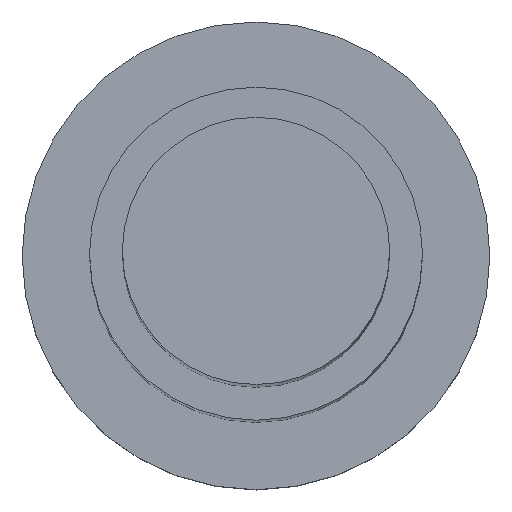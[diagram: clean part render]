
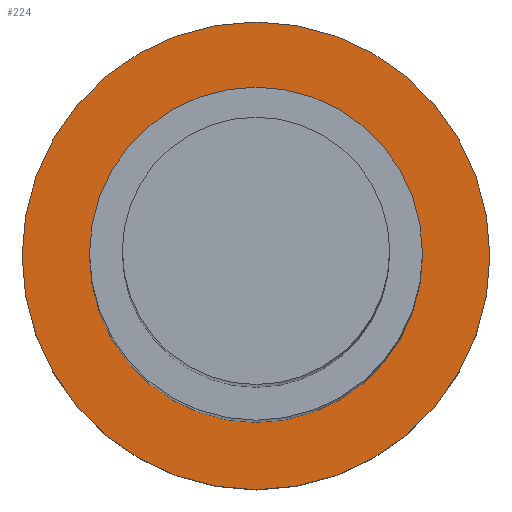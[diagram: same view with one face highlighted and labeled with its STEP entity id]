
A CAD part, top view. The second image highlights one B-rep face of the part: STEP entity #224.
In plain terms, the highlighted planar face has unit normal (0, 0, 1).
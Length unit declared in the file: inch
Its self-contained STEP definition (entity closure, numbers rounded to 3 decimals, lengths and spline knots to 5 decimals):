
#5 = CIRCLE ( 'NONE', #26, 0.4375 ) ;
#20 = EDGE_CURVE ( 'NONE', #102, #274, #56, .T. ) ;
#24 = CIRCLE ( 'NONE', #150, 0.3115 ) ;
#26 = AXIS2_PLACEMENT_3D ( 'NONE', #236, #94, #80 ) ;
#28 = ORIENTED_EDGE ( 'NONE', *, *, #20, .T. ) ;
#32 = EDGE_CURVE ( 'NONE', #113, #292, #5, .T. ) ;
#47 = AXIS2_PLACEMENT_3D ( 'NONE', #261, #185, #74 ) ;
#49 = DIRECTION ( 'NONE',  ( -1., 0., 0. ) ) ;
#56 = CIRCLE ( 'NONE', #47, 0.3115 ) ;
#65 = DIRECTION ( 'NONE',  ( 0., 0., -1. ) ) ;
#66 = ORIENTED_EDGE ( 'NONE', *, *, #126, .F. ) ;
#68 = DIRECTION ( 'NONE',  ( -1., 0., 0. ) ) ;
#70 = DIRECTION ( 'NONE',  ( 0., 0., -1. ) ) ;
#71 = CIRCLE ( 'NONE', #272, 0.4375 ) ;
#74 = DIRECTION ( 'NONE',  ( -1., 0., 0. ) ) ;
#80 = DIRECTION ( 'NONE',  ( -1., 0., 0. ) ) ;
#88 = CARTESIAN_POINT ( 'NONE',  ( 0., 0., 0. ) ) ;
#94 = DIRECTION ( 'NONE',  ( 0., 0., -1. ) ) ;
#95 = FACE_BOUND ( 'NONE', #223, .T. ) ;
#96 = FACE_OUTER_BOUND ( 'NONE', #208, .T. ) ;
#101 = PLANE ( 'NONE',  #198 ) ;
#102 = VERTEX_POINT ( 'NONE', #268 ) ;
#113 = VERTEX_POINT ( 'NONE', #301 ) ;
#126 = EDGE_CURVE ( 'NONE', #292, #113, #71, .T. ) ;
#134 = ORIENTED_EDGE ( 'NONE', *, *, #215, .T. ) ;
#150 = AXIS2_PLACEMENT_3D ( 'NONE', #88, #70, #68 ) ;
#156 = CARTESIAN_POINT ( 'NONE',  ( -0.3115, 0., 0. ) ) ;
#169 = CARTESIAN_POINT ( 'NONE',  ( -0.4375, 0., 0. ) ) ;
#183 = CARTESIAN_POINT ( 'NONE',  ( 0., 0., 0. ) ) ;
#185 = DIRECTION ( 'NONE',  ( 0., 0., -1. ) ) ;
#198 = AXIS2_PLACEMENT_3D ( 'NONE', #183, #65, #49 ) ;
#208 = EDGE_LOOP ( 'NONE', ( #226, #66 ) ) ;
#215 = EDGE_CURVE ( 'NONE', #274, #102, #24, .T. ) ;
#223 = EDGE_LOOP ( 'NONE', ( #134, #28 ) ) ;
#224 = ADVANCED_FACE ( 'Face3', ( #96, #95 ), #101, .F. ) ;
#226 = ORIENTED_EDGE ( 'NONE', *, *, #32, .F. ) ;
#236 = CARTESIAN_POINT ( 'NONE',  ( 0., 0., 0. ) ) ;
#239 = DIRECTION ( 'NONE',  ( -1., 0., 0. ) ) ;
#247 = DIRECTION ( 'NONE',  ( 0., 0., -1. ) ) ;
#248 = CARTESIAN_POINT ( 'NONE',  ( 0., 0., 0. ) ) ;
#261 = CARTESIAN_POINT ( 'NONE',  ( 0., 0., 0. ) ) ;
#268 = CARTESIAN_POINT ( 'NONE',  ( 0.3115, 0., 0. ) ) ;
#272 = AXIS2_PLACEMENT_3D ( 'NONE', #248, #247, #239 ) ;
#274 = VERTEX_POINT ( 'NONE', #156 ) ;
#292 = VERTEX_POINT ( 'NONE', #169 ) ;
#301 = CARTESIAN_POINT ( 'NONE',  ( 0.4375, 0., 0. ) ) ;
